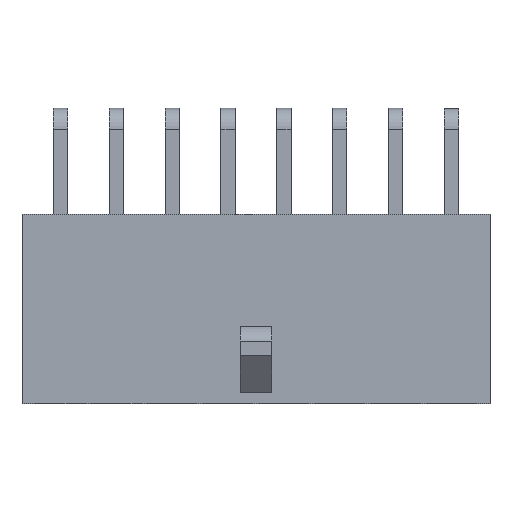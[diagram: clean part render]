
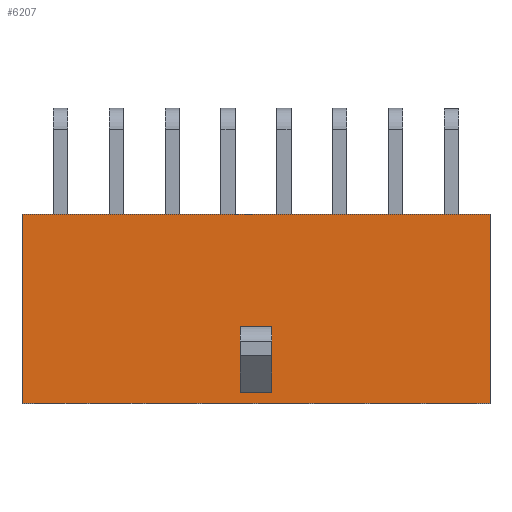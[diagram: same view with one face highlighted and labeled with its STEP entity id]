
A CAD part, top view. The second image highlights one B-rep face of the part: STEP entity #6207.
In plain terms, the highlighted face is planar.
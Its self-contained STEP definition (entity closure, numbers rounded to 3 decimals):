
#590=ORIENTED_EDGE('',*,*,#1997,.T.);
#591=ORIENTED_EDGE('',*,*,#2291,.F.);
#592=ORIENTED_EDGE('',*,*,#2062,.F.);
#593=ORIENTED_EDGE('',*,*,#2292,.T.);
#594=ORIENTED_EDGE('',*,*,#2258,.F.);
#595=ORIENTED_EDGE('',*,*,#2256,.F.);
#596=ORIENTED_EDGE('',*,*,#2254,.T.);
#597=ORIENTED_EDGE('',*,*,#2251,.T.);
#1997=EDGE_CURVE('',#2878,#2876,#3437,.T.);
#2062=EDGE_CURVE('',#2942,#2943,#3502,.T.);
#2251=EDGE_CURVE('',#3110,#3111,#3663,.T.);
#2254=EDGE_CURVE('',#3112,#3110,#3665,.T.);
#2256=EDGE_CURVE('',#3112,#3113,#3666,.T.);
#2258=EDGE_CURVE('',#3113,#3111,#3668,.T.);
#2291=EDGE_CURVE('',#2943,#2876,#3681,.T.);
#2292=EDGE_CURVE('',#2942,#2878,#3682,.T.);
#2876=VERTEX_POINT('',#8729);
#2878=VERTEX_POINT('',#8732);
#2942=VERTEX_POINT('',#8862);
#2943=VERTEX_POINT('',#8864);
#3110=VERTEX_POINT('',#9275);
#3111=VERTEX_POINT('',#9276);
#3112=VERTEX_POINT('',#9281);
#3113=VERTEX_POINT('',#9285);
#3437=LINE('',#8731,#4251);
#3502=LINE('',#8863,#4316);
#3663=LINE('',#9274,#4477);
#3665=LINE('',#9280,#4479);
#3666=LINE('',#9284,#4480);
#3668=LINE('',#9288,#4482);
#3681=LINE('',#9380,#4495);
#3682=LINE('',#9381,#4496);
#4251=VECTOR('',#7027,1000.);
#4316=VECTOR('',#7096,1000.);
#4477=VECTOR('',#7359,1000.);
#4479=VECTOR('',#7365,1000.);
#4480=VECTOR('',#7370,1000.);
#4482=VECTOR('',#7374,1000.);
#4495=VECTOR('',#7425,1000.);
#4496=VECTOR('',#7426,1000.);
#5107=EDGE_LOOP('',(#590,#591,#592,#593));
#5108=EDGE_LOOP('',(#594,#595,#596,#597));
#5519=FACE_BOUND('',#5107,.T.);
#5520=FACE_BOUND('',#5108,.T.);
#5866=PLANE('',#6631);
#6207=ADVANCED_FACE('',(#5519,#5520),#5866,.F.);
#6631=AXIS2_PLACEMENT_3D('',#9379,#7423,#7424);
#7027=DIRECTION('',(-1.,0.,0.));
#7096=DIRECTION('',(-1.,0.,0.));
#7359=DIRECTION('',(0.,0.,1.));
#7365=DIRECTION('',(1.,0.,0.));
#7370=DIRECTION('',(0.,0.,1.));
#7374=DIRECTION('',(1.,0.,0.));
#7423=DIRECTION('',(0.,-1.,0.));
#7424=DIRECTION('',(1.,0.,0.));
#7425=DIRECTION('',(0.,0.,-1.));
#7426=DIRECTION('',(0.,0.,-1.));
#8729=CARTESIAN_POINT('',(-10.47,2.99,0.));
#8731=CARTESIAN_POINT('',(10.47,2.99,0.));
#8732=CARTESIAN_POINT('',(10.47,2.99,0.));
#8862=CARTESIAN_POINT('',(10.47,2.99,8.46));
#8863=CARTESIAN_POINT('',(10.47,2.99,8.46));
#8864=CARTESIAN_POINT('',(-10.47,2.99,8.46));
#9274=CARTESIAN_POINT('',(0.7,2.99,5.02));
#9275=CARTESIAN_POINT('',(0.7,2.99,5.02));
#9276=CARTESIAN_POINT('',(0.7,2.99,7.97));
#9280=CARTESIAN_POINT('',(-0.7,2.99,5.02));
#9281=CARTESIAN_POINT('',(-0.7,2.99,5.02));
#9284=CARTESIAN_POINT('',(-0.7,2.99,5.02));
#9285=CARTESIAN_POINT('',(-0.7,2.99,7.97));
#9288=CARTESIAN_POINT('',(-0.7,2.99,7.97));
#9379=CARTESIAN_POINT('',(10.47,2.99,8.46));
#9380=CARTESIAN_POINT('',(-10.47,2.99,8.46));
#9381=CARTESIAN_POINT('',(10.47,2.99,8.46));
